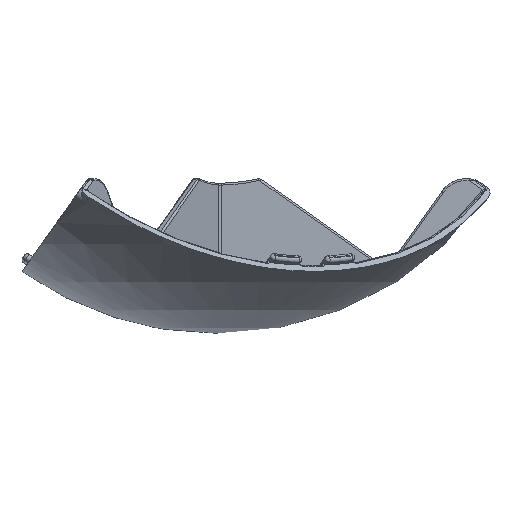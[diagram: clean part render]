
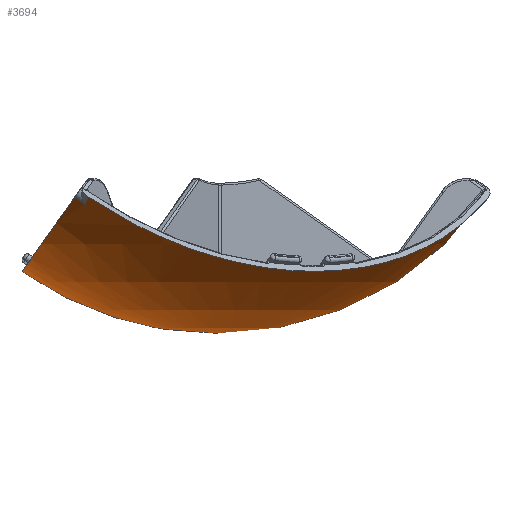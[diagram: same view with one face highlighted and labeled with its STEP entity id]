
A CAD part, front view. The second image highlights one B-rep face of the part: STEP entity #3694.
In plain terms, the highlighted spherical face has radius 90 mm.
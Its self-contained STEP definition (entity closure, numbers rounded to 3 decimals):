
#81=B_SPLINE_CURVE_WITH_KNOTS('',3,(#6368,#6369,#6370,#6371,#6372,#6373),
 .UNSPECIFIED.,.F.,.F.,(4,2,4),(5.873,6.133,6.194),
 .UNSPECIFIED.);
#82=B_SPLINE_CURVE_WITH_KNOTS('',3,(#6375,#6376,#6377,#6378,#6379,#6380),
 .UNSPECIFIED.,.F.,.F.,(4,2,4),(11.426,11.486,11.746),
 .UNSPECIFIED.);
#116=B_SPLINE_CURVE_WITH_KNOTS('',3,(#9416,#9417,#9418,#9419,#9420,#9421),
 .UNSPECIFIED.,.F.,.F.,(4,2,4),(5.873,6.133,6.194),
 .UNSPECIFIED.);
#117=B_SPLINE_CURVE_WITH_KNOTS('',3,(#9423,#9424,#9425,#9426,#9427,#9428),
 .UNSPECIFIED.,.F.,.F.,(4,2,4),(11.426,11.486,11.746),
 .UNSPECIFIED.);
#130=B_SPLINE_CURVE_WITH_KNOTS('',3,(#11007,#11008,#11009,#11010,#11011,
#11012),.UNSPECIFIED.,.F.,.F.,(4,2,4),(5.873,6.133,
6.194),.UNSPECIFIED.);
#131=B_SPLINE_CURVE_WITH_KNOTS('',3,(#11014,#11015,#11016,#11017,#11018,
#11019),.UNSPECIFIED.,.F.,.F.,(4,2,4),(11.426,11.486,
11.746),.UNSPECIFIED.);
#792=FACE_OUTER_BOUND('',#1039,.T.);
#1039=EDGE_LOOP('',(#3195,#3196,#3197,#3198,#3199,#3200,#3201,#3202,#3203,
#3204,#3205,#3206));
#1132=CIRCLE('',#3829,90.);
#1153=CIRCLE('',#3854,90.);
#1173=CIRCLE('',#3899,90.);
#1174=CIRCLE('',#3900,90.);
#1366=CIRCLE('',#4205,90.);
#1434=VERTEX_POINT('',#6166);
#1435=VERTEX_POINT('',#6168);
#1473=VERTEX_POINT('',#6358);
#1474=VERTEX_POINT('',#6360);
#1476=VERTEX_POINT('',#6366);
#1508=VERTEX_POINT('',#7147);
#1509=VERTEX_POINT('',#7149);
#1510=VERTEX_POINT('',#7151);
#1642=VERTEX_POINT('',#9414);
#1659=VERTEX_POINT('',#11005);
#1724=VERTEX_POINT('',#12861);
#1793=EDGE_CURVE('',#1434,#1435,#1132,.T.);
#1834=EDGE_CURVE('',#1474,#1473,#1153,.T.);
#1838=EDGE_CURVE('',#1434,#1476,#81,.T.);
#1839=EDGE_CURVE('',#1476,#1474,#82,.T.);
#1891=EDGE_CURVE('',#1508,#1509,#1173,.T.);
#1892=EDGE_CURVE('',#1509,#1510,#1174,.T.);
#2100=EDGE_CURVE('',#1508,#1642,#116,.T.);
#2101=EDGE_CURVE('',#1642,#1435,#117,.T.);
#2126=EDGE_CURVE('',#1473,#1659,#130,.T.);
#2127=EDGE_CURVE('',#1659,#1510,#131,.T.);
#2243=EDGE_CURVE('',#1509,#1724,#1366,.T.);
#3195=ORIENTED_EDGE('',*,*,#1838,.T.);
#3196=ORIENTED_EDGE('',*,*,#1839,.T.);
#3197=ORIENTED_EDGE('',*,*,#1834,.T.);
#3198=ORIENTED_EDGE('',*,*,#2126,.T.);
#3199=ORIENTED_EDGE('',*,*,#2127,.T.);
#3200=ORIENTED_EDGE('',*,*,#1892,.F.);
#3201=ORIENTED_EDGE('',*,*,#2243,.T.);
#3202=ORIENTED_EDGE('',*,*,#2243,.F.);
#3203=ORIENTED_EDGE('',*,*,#1891,.F.);
#3204=ORIENTED_EDGE('',*,*,#2100,.T.);
#3205=ORIENTED_EDGE('',*,*,#2101,.T.);
#3206=ORIENTED_EDGE('',*,*,#1793,.F.);
#3508=SPHERICAL_SURFACE('',#4204,90.);
#3694=ADVANCED_FACE('',(#792),#3508,.T.);
#3829=AXIS2_PLACEMENT_3D('',#6169,#4377,#4378);
#3854=AXIS2_PLACEMENT_3D('',#6361,#4433,#4434);
#3899=AXIS2_PLACEMENT_3D('',#7150,#4537,#4538);
#3900=AXIS2_PLACEMENT_3D('',#7152,#4539,#4540);
#4204=AXIS2_PLACEMENT_3D('',#12860,#5192,#5193);
#4205=AXIS2_PLACEMENT_3D('',#12862,#5194,#5195);
#4377=DIRECTION('center_axis',(0.408,0.707,0.577));
#4378=DIRECTION('ref_axis',(0.408,-0.707,0.577));
#4433=DIRECTION('center_axis',(-0.408,0.707,-0.577));
#4434=DIRECTION('ref_axis',(0.408,0.707,0.577));
#4537=DIRECTION('center_axis',(-0.816,0.,0.577));
#4538=DIRECTION('ref_axis',(-0.408,0.707,-0.577));
#4539=DIRECTION('center_axis',(-0.816,0.,0.577));
#4540=DIRECTION('ref_axis',(-0.408,0.707,-0.577));
#5192=DIRECTION('center_axis',(0.,0.,1.));
#5193=DIRECTION('ref_axis',(1.,0.,0.));
#5194=DIRECTION('center_axis',(0.,-1.,0.));
#5195=DIRECTION('ref_axis',(-1.,0.,0.));
#6166=CARTESIAN_POINT('',(72.224,2.007,-5.659));
#6168=CARTESIAN_POINT('',(-34.282,63.498,-5.659));
#6169=CARTESIAN_POINT('Origin',(0.,-0.106,47.999));
#6358=CARTESIAN_POINT('',(-34.282,-63.711,-5.659));
#6360=CARTESIAN_POINT('',(72.224,-2.22,-5.659));
#6361=CARTESIAN_POINT('Origin',(0.,-0.106,47.999));
#6366=CARTESIAN_POINT('',(70.732,-0.106,-7.652));
#6368=CARTESIAN_POINT('Ctrl Pts',(72.224,2.007,-5.659));
#6369=CARTESIAN_POINT('Ctrl Pts',(71.87,1.394,-6.16));
#6370=CARTESIAN_POINT('Ctrl Pts',(71.466,0.831,-6.705));
#6371=CARTESIAN_POINT('Ctrl Pts',(70.936,0.149,-7.391));
#6372=CARTESIAN_POINT('Ctrl Pts',(70.835,0.022,-7.521));
#6373=CARTESIAN_POINT('Ctrl Pts',(70.732,-0.106,-7.652));
#6375=CARTESIAN_POINT('Ctrl Pts',(70.732,-0.106,-7.652));
#6376=CARTESIAN_POINT('Ctrl Pts',(70.835,-0.234,-7.521));
#6377=CARTESIAN_POINT('Ctrl Pts',(70.936,-0.362,-7.391));
#6378=CARTESIAN_POINT('Ctrl Pts',(71.466,-1.044,-6.705));
#6379=CARTESIAN_POINT('Ctrl Pts',(71.87,-1.606,-6.16));
#6380=CARTESIAN_POINT('Ctrl Pts',(72.224,-2.22,-5.659));
#7147=CARTESIAN_POINT('',(-37.942,61.385,-5.659));
#7149=CARTESIAN_POINT('',(-51.962,-0.106,-25.486));
#7150=CARTESIAN_POINT('Origin',(0.,-0.106,47.999));
#7151=CARTESIAN_POINT('',(-37.942,-61.597,-5.659));
#7152=CARTESIAN_POINT('Origin',(0.,-0.106,47.999));
#9414=CARTESIAN_POINT('',(-35.366,61.149,-7.652));
#9416=CARTESIAN_POINT('Ctrl Pts',(-37.942,61.385,-5.659));
#9417=CARTESIAN_POINT('Ctrl Pts',(-37.234,61.385,-6.16));
#9418=CARTESIAN_POINT('Ctrl Pts',(-36.545,61.316,-6.705));
#9419=CARTESIAN_POINT('Ctrl Pts',(-35.689,61.198,-7.391));
#9420=CARTESIAN_POINT('Ctrl Pts',(-35.528,61.174,-7.521));
#9421=CARTESIAN_POINT('Ctrl Pts',(-35.366,61.149,-7.652));
#9423=CARTESIAN_POINT('Ctrl Pts',(-35.366,61.149,-7.652));
#9424=CARTESIAN_POINT('Ctrl Pts',(-35.307,61.302,-7.521));
#9425=CARTESIAN_POINT('Ctrl Pts',(-35.246,61.454,-7.391));
#9426=CARTESIAN_POINT('Ctrl Pts',(-34.921,62.254,-6.705));
#9427=CARTESIAN_POINT('Ctrl Pts',(-34.636,62.885,-6.16));
#9428=CARTESIAN_POINT('Ctrl Pts',(-34.282,63.498,-5.659));
#11005=CARTESIAN_POINT('',(-35.366,-61.362,-7.652));
#11007=CARTESIAN_POINT('Ctrl Pts',(-34.282,-63.711,
-5.659));
#11008=CARTESIAN_POINT('Ctrl Pts',(-34.636,-63.097,
-6.16));
#11009=CARTESIAN_POINT('Ctrl Pts',(-34.921,-62.467,
-6.705));
#11010=CARTESIAN_POINT('Ctrl Pts',(-35.246,-61.666,-7.391));
#11011=CARTESIAN_POINT('Ctrl Pts',(-35.307,-61.515,
-7.521));
#11012=CARTESIAN_POINT('Ctrl Pts',(-35.366,-61.362,
-7.652));
#11014=CARTESIAN_POINT('Ctrl Pts',(-35.366,-61.362,
-7.652));
#11015=CARTESIAN_POINT('Ctrl Pts',(-35.528,-61.387,-7.521));
#11016=CARTESIAN_POINT('Ctrl Pts',(-35.689,-61.411,
-7.391));
#11017=CARTESIAN_POINT('Ctrl Pts',(-36.545,-61.529,
-6.705));
#11018=CARTESIAN_POINT('Ctrl Pts',(-37.234,-61.597,
-6.16));
#11019=CARTESIAN_POINT('Ctrl Pts',(-37.942,-61.597,
-5.659));
#12860=CARTESIAN_POINT('Origin',(0.,-0.106,47.999));
#12861=CARTESIAN_POINT('',(0.,-0.106,-42.001));
#12862=CARTESIAN_POINT('Origin',(0.,-0.106,47.999));
